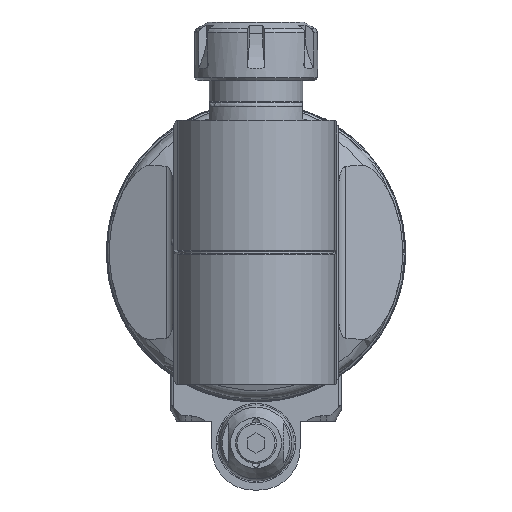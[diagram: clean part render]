
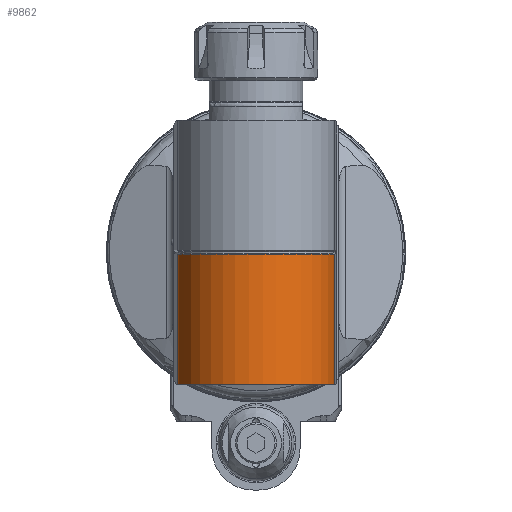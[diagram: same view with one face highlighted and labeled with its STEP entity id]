
A CAD part, front view. The second image highlights one B-rep face of the part: STEP entity #9862.
In plain terms, the highlighted cylindrical face has radius 27 mm (diameter 54 mm), a partial arc.
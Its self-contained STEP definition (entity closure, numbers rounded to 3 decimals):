
#609=CYLINDRICAL_SURFACE('',#10610,27.);
#774=CIRCLE('',#10514,27.);
#818=CIRCLE('',#10611,27.);
#1391=FACE_OUTER_BOUND('',#2015,.T.);
#2015=EDGE_LOOP('',(#6825,#6826,#6827,#6828));
#2679=LINE('',#15276,#3333);
#2707=LINE('',#15667,#3361);
#3333=VECTOR('',#11825,44.334);
#3361=VECTOR('',#12031,44.334);
#4023=VERTEX_POINT('',#15188);
#4033=VERTEX_POINT('',#15258);
#4035=VERTEX_POINT('',#15264);
#4104=VERTEX_POINT('',#15665);
#5040=EDGE_CURVE('',#4033,#4023,#774,.T.);
#5047=EDGE_CURVE('',#4035,#4023,#2679,.T.);
#5151=EDGE_CURVE('',#4033,#4104,#2707,.T.);
#5153=EDGE_CURVE('',#4035,#4104,#818,.T.);
#6825=ORIENTED_EDGE('',*,*,#5153,.F.);
#6826=ORIENTED_EDGE('',*,*,#5047,.T.);
#6827=ORIENTED_EDGE('',*,*,#5040,.F.);
#6828=ORIENTED_EDGE('',*,*,#5151,.T.);
#9862=ADVANCED_FACE('',(#1391),#609,.T.);
#10514=AXIS2_PLACEMENT_3D('',#15260,#11813,#11814);
#10610=AXIS2_PLACEMENT_3D('',#15670,#12036,#12037);
#10611=AXIS2_PLACEMENT_3D('',#15671,#12038,#12039);
#11813=DIRECTION('center_axis',(0.,1.,0.));
#11814=DIRECTION('ref_axis',(0.087,0.,0.996));
#11825=DIRECTION('',(0.,1.,0.));
#12031=DIRECTION('',(0.,-1.,0.));
#12036=DIRECTION('center_axis',(0.,1.,0.));
#12037=DIRECTION('ref_axis',(1.,0.,0.));
#12038=DIRECTION('center_axis',(0.,-1.,0.));
#12039=DIRECTION('ref_axis',(1.,0.,0.));
#15188=CARTESIAN_POINT('',(92.353,45.,-26.897));
#15258=CARTESIAN_POINT('',(92.353,45.,26.897));
#15260=CARTESIAN_POINT('Origin',(90.,45.,0.));
#15264=CARTESIAN_POINT('',(92.353,0.666,-26.897));
#15276=CARTESIAN_POINT('',(92.353,0.666,-26.897));
#15665=CARTESIAN_POINT('',(92.353,0.666,26.897));
#15667=CARTESIAN_POINT('',(92.353,45.,26.897));
#15670=CARTESIAN_POINT('Origin',(90.,-54.,0.));
#15671=CARTESIAN_POINT('Origin',(90.,0.666,0.));
